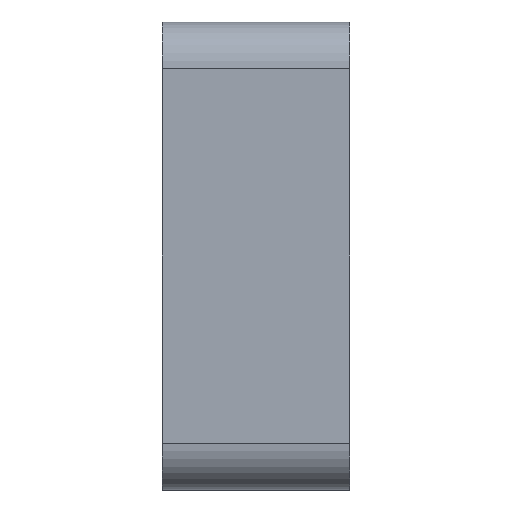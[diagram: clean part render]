
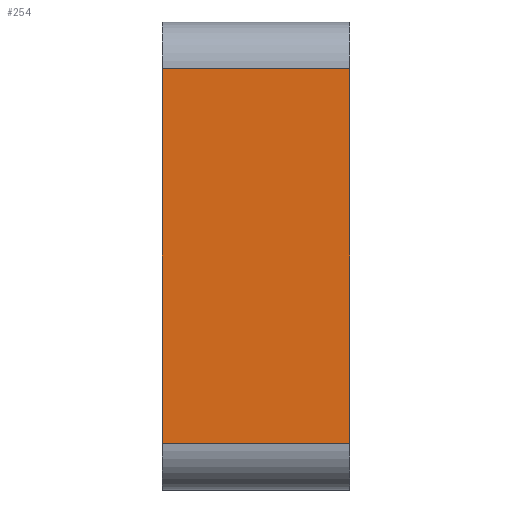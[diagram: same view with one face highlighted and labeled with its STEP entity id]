
A CAD part, left-side view. The second image highlights one B-rep face of the part: STEP entity #254.
In plain terms, the highlighted planar face has unit normal (-1, 0, 0).
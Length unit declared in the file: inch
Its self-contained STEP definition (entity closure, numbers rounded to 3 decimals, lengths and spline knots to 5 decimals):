
#24 = DIRECTION ( 'NONE',  ( 0., 0., 1. ) ) ;
#97 = ORIENTED_EDGE ( 'NONE', *, *, #1421, .T. ) ;
#120 = VECTOR ( 'NONE', #465, 39.37008 ) ;
#151 = DIRECTION ( 'NONE',  ( 0., 0., -1. ) ) ;
#254 = ADVANCED_FACE ( 'NONE', ( #2422 ), #402, .F. ) ;
#291 = VERTEX_POINT ( 'NONE', #1458 ) ;
#300 = EDGE_CURVE ( 'NONE', #622, #291, #2217, .T. ) ;
#352 = VERTEX_POINT ( 'NONE', #2884 ) ;
#402 = PLANE ( 'NONE',  #2430 ) ;
#421 = DIRECTION ( 'NONE',  ( 0., 0., 1. ) ) ;
#465 = DIRECTION ( 'NONE',  ( 0., -1., 0. ) ) ;
#568 = CARTESIAN_POINT ( 'NONE',  ( -4.435, 2.75, -2.75 ) ) ;
#612 = CARTESIAN_POINT ( 'NONE',  ( -4.435, 2.75, 2.75 ) ) ;
#622 = VERTEX_POINT ( 'NONE', #2569 ) ;
#964 = CARTESIAN_POINT ( 'NONE',  ( -4.435, 2.75, 2.75 ) ) ;
#1032 = EDGE_CURVE ( 'NONE', #2773, #352, #2345, .T. ) ;
#1059 = DIRECTION ( 'NONE',  ( 1., 0., 0. ) ) ;
#1083 = VECTOR ( 'NONE', #421, 39.37008 ) ;
#1130 = VECTOR ( 'NONE', #24, 39.37008 ) ;
#1297 = VECTOR ( 'NONE', #1876, 39.37008 ) ;
#1421 = EDGE_CURVE ( 'NONE', #291, #352, #1780, .T. ) ;
#1458 = CARTESIAN_POINT ( 'NONE',  ( -4.435, 0., -2.75 ) ) ;
#1559 = EDGE_LOOP ( 'NONE', ( #97, #1906, #2838, #1742 ) ) ;
#1584 = CARTESIAN_POINT ( 'NONE',  ( -4.435, 2.75, -2.75 ) ) ;
#1742 = ORIENTED_EDGE ( 'NONE', *, *, #300, .T. ) ;
#1780 = LINE ( 'NONE', #2440, #1083 ) ;
#1812 = LINE ( 'NONE', #1584, #1130 ) ;
#1876 = DIRECTION ( 'NONE',  ( 0., -1., 0. ) ) ;
#1906 = ORIENTED_EDGE ( 'NONE', *, *, #1032, .F. ) ;
#2070 = EDGE_CURVE ( 'NONE', #622, #2773, #1812, .T. ) ;
#2217 = LINE ( 'NONE', #2265, #120 ) ;
#2265 = CARTESIAN_POINT ( 'NONE',  ( -4.435, 2.75, -2.75 ) ) ;
#2345 = LINE ( 'NONE', #964, #1297 ) ;
#2422 = FACE_OUTER_BOUND ( 'NONE', #1559, .T. ) ;
#2430 = AXIS2_PLACEMENT_3D ( 'NONE', #568, #1059, #151 ) ;
#2440 = CARTESIAN_POINT ( 'NONE',  ( -4.435, 0., -2.75 ) ) ;
#2569 = CARTESIAN_POINT ( 'NONE',  ( -4.435, 2.75, -2.75 ) ) ;
#2773 = VERTEX_POINT ( 'NONE', #612 ) ;
#2838 = ORIENTED_EDGE ( 'NONE', *, *, #2070, .F. ) ;
#2884 = CARTESIAN_POINT ( 'NONE',  ( -4.435, 0., 2.75 ) ) ;
